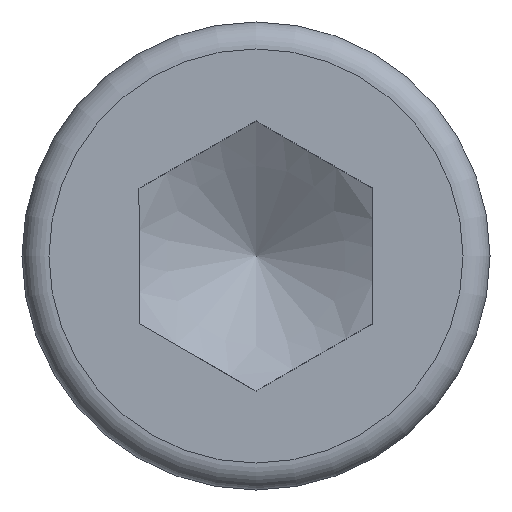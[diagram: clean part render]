
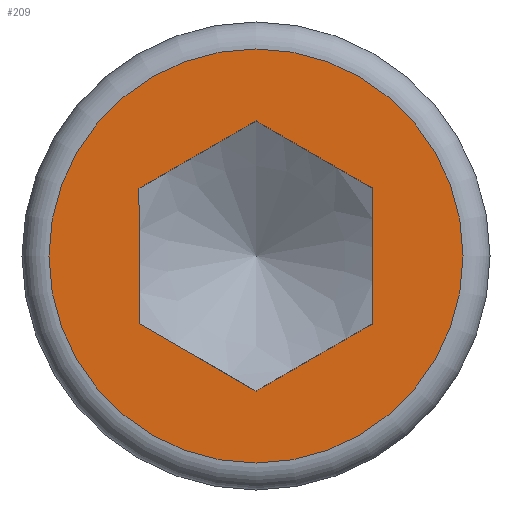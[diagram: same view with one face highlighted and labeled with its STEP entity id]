
A CAD part, left-side view. The second image highlights one B-rep face of the part: STEP entity #209.
In plain terms, the highlighted planar face has unit normal (-1, 0, 0).
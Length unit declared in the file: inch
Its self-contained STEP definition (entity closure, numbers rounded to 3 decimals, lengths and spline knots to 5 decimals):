
#19=LINE($,#325,#31);
#20=LINE($,#327,#32);
#21=LINE($,#329,#33);
#22=LINE($,#331,#34);
#23=LINE($,#333,#35);
#24=LINE($,#334,#36);
#31=VECTOR($,#273,0.09007);
#32=VECTOR($,#274,0.09007);
#33=VECTOR($,#275,0.09007);
#34=VECTOR($,#276,0.09007);
#35=VECTOR($,#277,0.09007);
#36=VECTOR($,#278,0.09007);
#47=PLANE($,#234);
#61=FACE_BOUND($,#89,.T.);
#62=FACE_BOUND($,#90,.T.);
#89=EDGE_LOOP($,(#162,#163,#164,#165,#166,#167));
#90=EDGE_LOOP($,(#168));
#105=CIRCLE($,#232,0.138);
#112=VERTEX_POINT($,#318);
#114=VERTEX_POINT($,#323);
#115=VERTEX_POINT($,#324);
#116=VERTEX_POINT($,#326);
#117=VERTEX_POINT($,#328);
#118=VERTEX_POINT($,#330);
#119=VERTEX_POINT($,#332);
#131=EDGE_CURVE($,#112,#112,#105,.T.);
#133=EDGE_CURVE($,#114,#115,#19,.T.);
#134=EDGE_CURVE($,#115,#116,#20,.T.);
#135=EDGE_CURVE($,#116,#117,#21,.T.);
#136=EDGE_CURVE($,#117,#118,#22,.T.);
#137=EDGE_CURVE($,#118,#119,#23,.T.);
#138=EDGE_CURVE($,#119,#114,#24,.T.);
#162=ORIENTED_EDGE($,*,*,#133,.T.);
#163=ORIENTED_EDGE($,*,*,#134,.T.);
#164=ORIENTED_EDGE($,*,*,#135,.T.);
#165=ORIENTED_EDGE($,*,*,#136,.T.);
#166=ORIENTED_EDGE($,*,*,#137,.T.);
#167=ORIENTED_EDGE($,*,*,#138,.T.);
#168=ORIENTED_EDGE($,*,*,#131,.F.);
#209=ADVANCED_FACE($,(#61,#62),#47,.T.);
#232=AXIS2_PLACEMENT_3D($,#319,#267,#268);
#234=AXIS2_PLACEMENT_3D($,#322,#271,#272);
#267=DIRECTION('center_axis',(1.,0.,0.));
#268=DIRECTION('ref_axis',(0.,-1.,0.));
#271=DIRECTION('center_axis',(-1.,0.,0.));
#272=DIRECTION('ref_axis',(0.,0.,1.));
#273=DIRECTION($,(0.,0.,1.));
#274=DIRECTION($,(0.,-0.866,0.5));
#275=DIRECTION($,(0.,-0.866,-0.5));
#276=DIRECTION($,(0.,0.,-1.));
#277=DIRECTION($,(0.,0.866,-0.5));
#278=DIRECTION($,(0.,0.866,0.5));
#318=CARTESIAN_POINT('',(-0.19,0.138,0.));
#319=CARTESIAN_POINT('Origin',(-0.19,0.,0.));
#322=CARTESIAN_POINT('Origin',(-0.19,0.12303,0.));
#323=CARTESIAN_POINT('',(-0.19,0.078,-0.04503));
#324=CARTESIAN_POINT('',(-0.19,0.078,0.04503));
#325=CARTESIAN_POINT($,(-0.19,0.078,0.02252));
#326=CARTESIAN_POINT('',(-0.19,0.,0.09007));
#327=CARTESIAN_POINT($,(-0.19,0.0195,0.07881));
#328=CARTESIAN_POINT('',(-0.19,-0.078,0.04503));
#329=CARTESIAN_POINT($,(-0.19,-0.0585,0.05629));
#330=CARTESIAN_POINT('',(-0.19,-0.078,-0.04503));
#331=CARTESIAN_POINT($,(-0.19,-0.078,-0.02252));
#332=CARTESIAN_POINT('',(-0.19,0.,-0.09007));
#333=CARTESIAN_POINT($,(-0.19,-0.0195,-0.07881));
#334=CARTESIAN_POINT($,(-0.19,0.0585,-0.05629));
